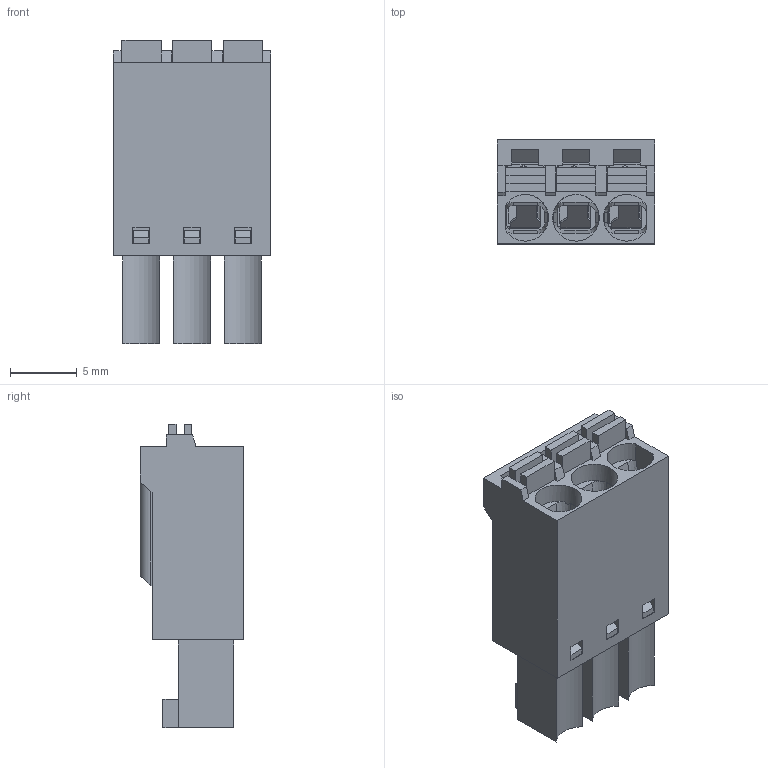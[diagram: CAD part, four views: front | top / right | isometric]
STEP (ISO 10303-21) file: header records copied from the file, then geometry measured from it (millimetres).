
FILE_DESCRIPTION(/* description */ ('Unknown'),/* implementation_level */ '2;1');
FILE_NAME(/* name */ '691304330003',/* time_stamp */ '2018-04-25T17:05:55+02:00',/* author */ ('Unknown'),/* organization */ ('Unknown'),/* preprocessor_version */ 'ST-DEVELOPER v16.7',/* originating_system */ 'DEX',/* authorisation */ $);
FILE_SCHEMA (('AUTOMOTIVE_DESIGN {1 0 10303 214 3 1 1}'));
Length unit declared in the file: millimetre
Products named in the file (6): 6913043000xx; 691304300003; 691304300003_Bas; 6913043000xx_Levier; 6913043000xx_Lamelle; 6913043000xx_Pin
Assembly tree (11 placements, depth 2):
  6913043000xx
    691304300003
    691304300003_Bas
    6913043000xx_Levier  x3
    6913043000xx_Lamelle  x3
    6913043000xx_Pin  x3
Bounding box: 11.83 x 7.8 x 22.8 mm (x, y, z)
Volume: 938.9 mm3; surface area: 3351.5 mm2
Topology: 11 solids, 11 shells, 899 faces, 2530 edges, 1650 vertices
Faces by surface type: plane 704, cylinder 180, cone 15
Full cylindrical faces by diameter (mm): 1.2 x3, 3.5 x1
Entity records: 19578 total; most frequent: CARTESIAN_POINT 3534, ORIENTED_EDGE 3428, DIRECTION 3135, EDGE_CURVE 1714, LINE 1463, VECTOR 1463, VERTEX_POINT 1131, AXIS2_PLACEMENT_3D 836
